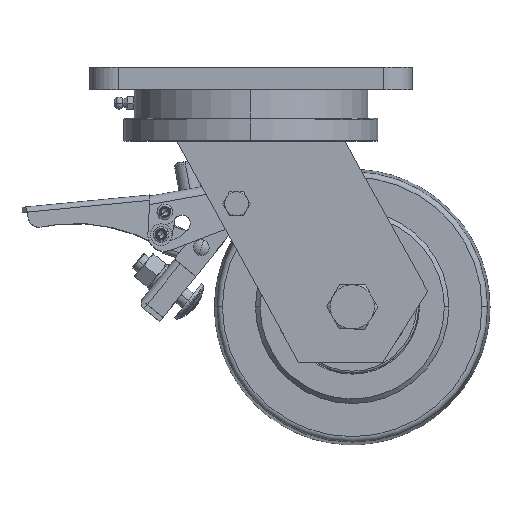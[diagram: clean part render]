
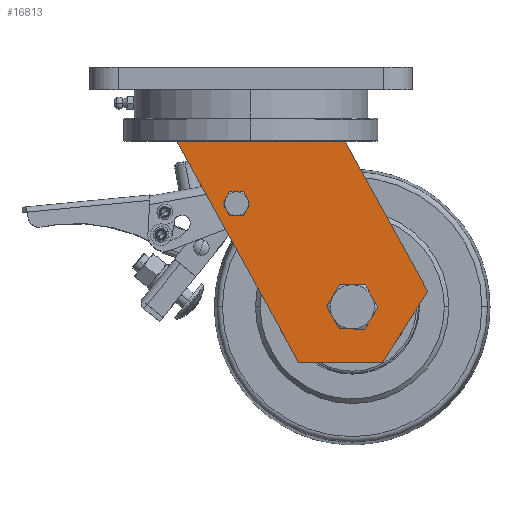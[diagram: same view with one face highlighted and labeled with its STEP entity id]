
A CAD part, top view. The second image highlights one B-rep face of the part: STEP entity #16813.
In plain terms, the highlighted planar face has unit normal (0, 0, 1).
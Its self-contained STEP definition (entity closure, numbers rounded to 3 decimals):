
#709 = EDGE_LOOP ( 'NONE', ( #23887, #24105 ) ) ;
#1244 = EDGE_CURVE ( 'NONE', #11235, #27586, #14591, .T. ) ;
#1289 = CIRCLE ( 'NONE', #11427, 4.25 ) ;
#1543 = CARTESIAN_POINT ( 'NONE',  ( 71.525, -160., 43. ) ) ;
#2113 = DIRECTION ( 'NONE',  ( 0.482, -0.876, 0. ) ) ;
#2417 = CARTESIAN_POINT ( 'NONE',  ( 51.093, -40., 43. ) ) ;
#2963 = DIRECTION ( 'NONE',  ( 0., 0., -1. ) ) ;
#3471 = VERTEX_POINT ( 'NONE', #3670 ) ;
#3670 = CARTESIAN_POINT ( 'NONE',  ( 71.525, -160., 43. ) ) ;
#3774 = CARTESIAN_POINT ( 'NONE',  ( 25.858, -160., 43. ) ) ;
#3964 = CARTESIAN_POINT ( 'NONE',  ( -40.24, -40., 43. ) ) ;
#3997 = VERTEX_POINT ( 'NONE', #30011 ) ;
#4810 = VECTOR ( 'NONE', #20399, 1000. ) ;
#6658 = LINE ( 'NONE', #1543, #4810 ) ;
#6723 = DIRECTION ( 'NONE',  ( 0., 0., 1. ) ) ;
#6743 = DIRECTION ( 'NONE',  ( 0.482, -0.876, 0. ) ) ;
#6895 = VECTOR ( 'NONE', #21167, 1000. ) ;
#9624 = CARTESIAN_POINT ( 'NONE',  ( -7.813, -74., 43. ) ) ;
#9859 = ORIENTED_EDGE ( 'NONE', *, *, #27752, .F. ) ;
#10630 = LINE ( 'NONE', #18769, #6895 ) ;
#10702 = EDGE_CURVE ( 'NONE', #16765, #30333, #20904, .T. ) ;
#10769 = AXIS2_PLACEMENT_3D ( 'NONE', #21004, #16314, #6743 ) ;
#11174 = DIRECTION ( 'NONE',  ( -0.482, 0.876, 0. ) ) ;
#11235 = VERTEX_POINT ( 'NONE', #3964 ) ;
#11328 = CARTESIAN_POINT ( 'NONE',  ( 55., -130., 43. ) ) ;
#11427 = AXIS2_PLACEMENT_3D ( 'NONE', #9624, #21788, #26460 ) ;
#11634 = CARTESIAN_POINT ( 'NONE',  ( -40.24, -40., 43. ) ) ;
#11714 = EDGE_LOOP ( 'NONE', ( #14510, #20498, #21290, #26490, #23970 ) ) ;
#11724 = CARTESIAN_POINT ( 'NONE',  ( 51.02, -122.774, 43. ) ) ;
#12389 = FACE_BOUND ( 'NONE', #709, .T. ) ;
#12756 = CIRCLE ( 'NONE', #23585, 8.25 ) ;
#13972 = DIRECTION ( 'NONE',  ( -1., 0., 0. ) ) ;
#14510 = ORIENTED_EDGE ( 'NONE', *, *, #1244, .T. ) ;
#14529 = AXIS2_PLACEMENT_3D ( 'NONE', #11328, #27964, #20784 ) ;
#14591 = LINE ( 'NONE', #3774, #16502 ) ;
#14915 = DIRECTION ( 'NONE',  ( -0.482, 0.876, 0. ) ) ;
#15294 = VERTEX_POINT ( 'NONE', #29626 ) ;
#15353 = FACE_BOUND ( 'NONE', #17216, .T. ) ;
#15361 = LINE ( 'NONE', #11634, #20656 ) ;
#16314 = DIRECTION ( 'NONE',  ( 0., 0., 1. ) ) ;
#16502 = VECTOR ( 'NONE', #20336, 1000. ) ;
#16765 = VERTEX_POINT ( 'NONE', #19735 ) ;
#16813 = ADVANCED_FACE ( 'NONE', ( #12389, #15353, #22067 ), #22131, .F. ) ;
#17216 = EDGE_LOOP ( 'NONE', ( #23206, #9859 ) ) ;
#18769 = CARTESIAN_POINT ( 'NONE',  ( 95.931, -121.402, 43. ) ) ;
#18918 = CIRCLE ( 'NONE', #14529, 8.25 ) ;
#19426 = CARTESIAN_POINT ( 'NONE',  ( -40.24, -40., 43. ) ) ;
#19735 = CARTESIAN_POINT ( 'NONE',  ( 95.931, -121.402, 43. ) ) ;
#20336 = DIRECTION ( 'NONE',  ( 0.482, -0.876, 0. ) ) ;
#20399 = DIRECTION ( 'NONE',  ( 1., 0., 0. ) ) ;
#20429 = VERTEX_POINT ( 'NONE', #11724 ) ;
#20498 = ORIENTED_EDGE ( 'NONE', *, *, #25687, .T. ) ;
#20656 = VECTOR ( 'NONE', #13972, 1000. ) ;
#20784 = DIRECTION ( 'NONE',  ( 0.482, -0.876, 0. ) ) ;
#20851 = CARTESIAN_POINT ( 'NONE',  ( -5.762, -77.723, 43. ) ) ;
#20904 = LINE ( 'NONE', #25416, #22007 ) ;
#21004 = CARTESIAN_POINT ( 'NONE',  ( -7.813, -74., 43. ) ) ;
#21167 = DIRECTION ( 'NONE',  ( 0.534, 0.845, 0. ) ) ;
#21290 = ORIENTED_EDGE ( 'NONE', *, *, #30189, .T. ) ;
#21788 = DIRECTION ( 'NONE',  ( 0., 0., 1. ) ) ;
#22007 = VECTOR ( 'NONE', #11174, 1000. ) ;
#22067 = FACE_OUTER_BOUND ( 'NONE', #11714, .T. ) ;
#22131 = PLANE ( 'NONE',  #25176 ) ;
#22569 = EDGE_CURVE ( 'NONE', #28385, #15294, #26200, .T. ) ;
#22595 = EDGE_CURVE ( 'NONE', #30333, #11235, #15361, .T. ) ;
#23206 = ORIENTED_EDGE ( 'NONE', *, *, #23872, .F. ) ;
#23585 = AXIS2_PLACEMENT_3D ( 'NONE', #23668, #6723, #2113 ) ;
#23668 = CARTESIAN_POINT ( 'NONE',  ( 55., -130., 43. ) ) ;
#23872 = EDGE_CURVE ( 'NONE', #3997, #20429, #12756, .T. ) ;
#23887 = ORIENTED_EDGE ( 'NONE', *, *, #22569, .F. ) ;
#23970 = ORIENTED_EDGE ( 'NONE', *, *, #22595, .T. ) ;
#24105 = ORIENTED_EDGE ( 'NONE', *, *, #30266, .F. ) ;
#25176 = AXIS2_PLACEMENT_3D ( 'NONE', #19426, #2963, #14915 ) ;
#25416 = CARTESIAN_POINT ( 'NONE',  ( 51.093, -40., 43. ) ) ;
#25687 = EDGE_CURVE ( 'NONE', #27586, #3471, #6658, .T. ) ;
#26200 = CIRCLE ( 'NONE', #10769, 4.25 ) ;
#26460 = DIRECTION ( 'NONE',  ( 0.482, -0.876, 0. ) ) ;
#26490 = ORIENTED_EDGE ( 'NONE', *, *, #10702, .T. ) ;
#27586 = VERTEX_POINT ( 'NONE', #29412 ) ;
#27752 = EDGE_CURVE ( 'NONE', #20429, #3997, #18918, .T. ) ;
#27964 = DIRECTION ( 'NONE',  ( 0., 0., 1. ) ) ;
#28385 = VERTEX_POINT ( 'NONE', #20851 ) ;
#29412 = CARTESIAN_POINT ( 'NONE',  ( 25.858, -160., 43. ) ) ;
#29626 = CARTESIAN_POINT ( 'NONE',  ( -9.863, -70.277, 43. ) ) ;
#30011 = CARTESIAN_POINT ( 'NONE',  ( 58.98, -137.226, 43. ) ) ;
#30189 = EDGE_CURVE ( 'NONE', #3471, #16765, #10630, .T. ) ;
#30266 = EDGE_CURVE ( 'NONE', #15294, #28385, #1289, .T. ) ;
#30333 = VERTEX_POINT ( 'NONE', #2417 ) ;
